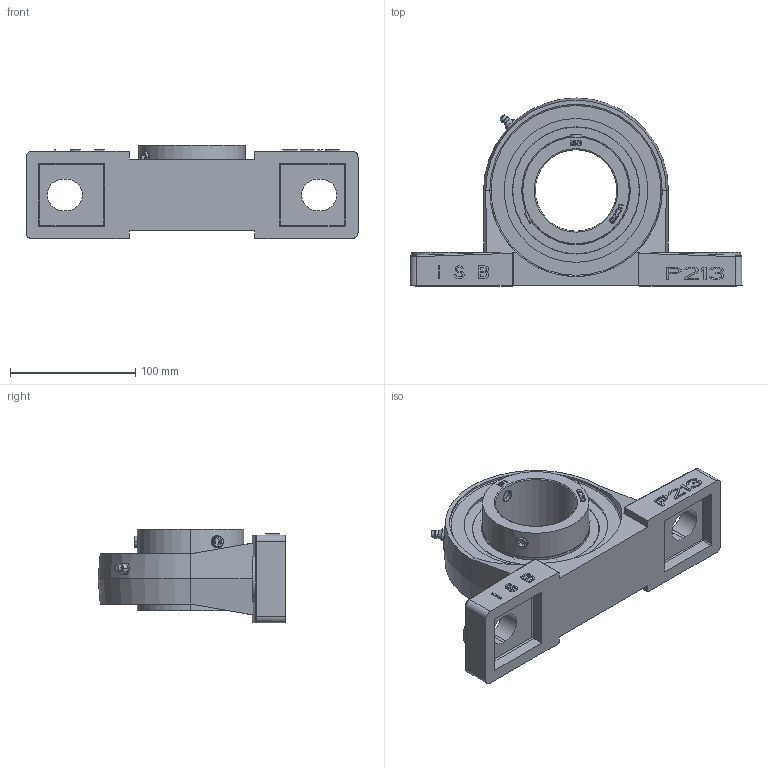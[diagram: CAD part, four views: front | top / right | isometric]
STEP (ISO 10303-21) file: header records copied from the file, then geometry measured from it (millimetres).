
FILE_DESCRIPTION((''),'2;1');
FILE_NAME('UCP213_ASM','2017-06-12T10:37:06',('giuseppe.caruso'),(''),'CREO PARAMETRIC BY PTC INC, 2016390','CREO PARAMETRIC BY PTC INC, 2016390','');
FILE_SCHEMA(('CONFIG_CONTROL_DESIGN'));
Length unit declared in the file: millimetre
Products named in the file (11): P213; UC213_AI_AF0; UC213_AE_AF0; UC213_BALL; UC213_CAGE; UC213_SEAL; UC213_ALETTE; M10X1; UC213_ASM; M8X1; UCP213_ASM
Assembly tree (24 placements, depth 3):
  UCP213_ASM
    P213
    UC213_ASM
      UC213_AI_AF0
      UC213_AE_AF0
      UC213_BALL  x12
      UC213_CAGE
      UC213_SEAL  x2
      UC213_ALETTE  x2
      M10X1  x2
    M8X1
Bounding box: 265 x 150 x 74.7 mm (x, y, z)
Volume: 790603 mm3; surface area: 192456.1 mm2
Topology: 23 solids, 27 shells, 930 faces, 2450 edges, 1576 vertices
Faces by surface type: plane 636, cylinder 146, sphere 84, cone 42, torus 18, bspline 4
Entity records: 27731 total; most frequent: CARTESIAN_POINT 5725, ORIENTED_EDGE 4530, DIRECTION 4452, EDGE_CURVE 2276, VECTOR 1678, LINE 1678, VERTEX_POINT 1488, AXIS2_PLACEMENT_3D 1387
